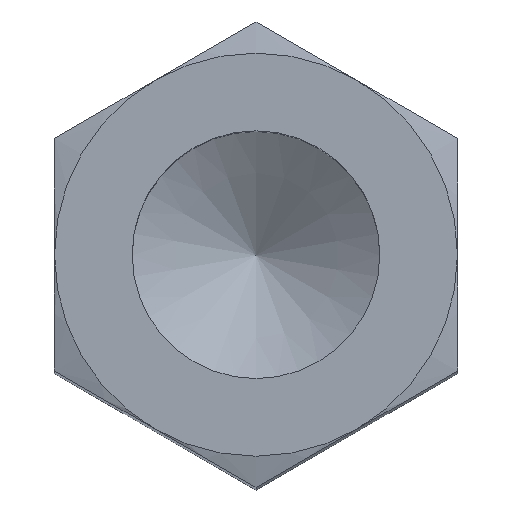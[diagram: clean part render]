
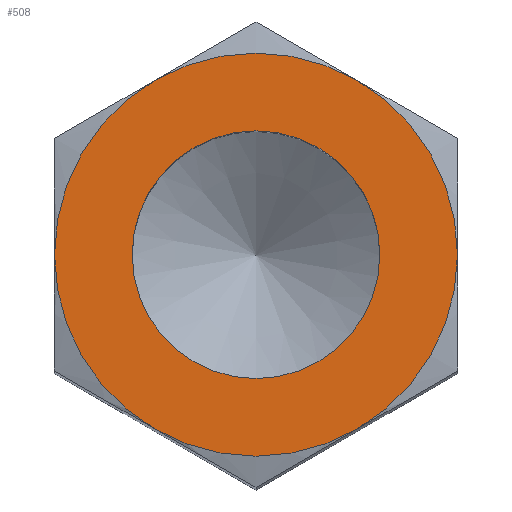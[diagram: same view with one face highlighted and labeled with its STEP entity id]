
A CAD part, top view. The second image highlights one B-rep face of the part: STEP entity #508.
In plain terms, the highlighted planar face has unit normal (0, 0, 1).
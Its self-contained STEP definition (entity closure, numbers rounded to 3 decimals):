
#73=ORIENTED_EDGE('',*,*,#167,.T.);
#74=ORIENTED_EDGE('',*,*,#168,.F.);
#75=ORIENTED_EDGE('',*,*,#169,.F.);
#76=ORIENTED_EDGE('',*,*,#170,.F.);
#77=ORIENTED_EDGE('',*,*,#171,.F.);
#78=ORIENTED_EDGE('',*,*,#172,.F.);
#79=ORIENTED_EDGE('',*,*,#173,.F.);
#167=EDGE_CURVE('',#214,#214,#244,.T.);
#168=EDGE_CURVE('',#215,#216,#245,.T.);
#169=EDGE_CURVE('',#217,#215,#246,.T.);
#170=EDGE_CURVE('',#218,#217,#247,.T.);
#171=EDGE_CURVE('',#219,#218,#248,.T.);
#172=EDGE_CURVE('',#220,#219,#249,.T.);
#173=EDGE_CURVE('',#216,#220,#250,.T.);
#214=VERTEX_POINT('',#675);
#215=VERTEX_POINT('',#677);
#216=VERTEX_POINT('',#678);
#217=VERTEX_POINT('',#680);
#218=VERTEX_POINT('',#682);
#219=VERTEX_POINT('',#684);
#220=VERTEX_POINT('',#686);
#244=CIRCLE('',#539,2.459);
#245=CIRCLE('',#540,4.);
#246=CIRCLE('',#541,4.);
#247=CIRCLE('',#542,4.);
#248=CIRCLE('',#543,4.);
#249=CIRCLE('',#544,4.);
#250=CIRCLE('',#545,4.);
#261=EDGE_LOOP('',(#73));
#262=EDGE_LOOP('',(#74,#75,#76,#77,#78,#79));
#291=FACE_BOUND('',#261,.T.);
#292=FACE_BOUND('',#262,.T.);
#322=PLANE('',#538);
#508=ADVANCED_FACE('',(#291,#292),#322,.F.);
#538=AXIS2_PLACEMENT_3D('',#673,#582,#583);
#539=AXIS2_PLACEMENT_3D('',#674,#584,#585);
#540=AXIS2_PLACEMENT_3D('',#676,#586,#587);
#541=AXIS2_PLACEMENT_3D('',#679,#588,#589);
#542=AXIS2_PLACEMENT_3D('',#681,#590,#591);
#543=AXIS2_PLACEMENT_3D('',#683,#592,#593);
#544=AXIS2_PLACEMENT_3D('',#685,#594,#595);
#545=AXIS2_PLACEMENT_3D('',#687,#596,#597);
#582=DIRECTION('',(0.,0.,-1.));
#583=DIRECTION('',(-1.,0.,0.));
#584=DIRECTION('',(0.,0.,-1.));
#585=DIRECTION('',(0.,-1.,0.));
#586=DIRECTION('',(0.,0.,-1.));
#587=DIRECTION('',(-1.,0.,0.));
#588=DIRECTION('',(0.,0.,-1.));
#589=DIRECTION('',(-1.,0.,0.));
#590=DIRECTION('',(0.,0.,-1.));
#591=DIRECTION('',(-1.,0.,0.));
#592=DIRECTION('',(0.,0.,-1.));
#593=DIRECTION('',(-1.,0.,0.));
#594=DIRECTION('',(0.,0.,-1.));
#595=DIRECTION('',(-1.,0.,0.));
#596=DIRECTION('',(0.,0.,-1.));
#597=DIRECTION('',(-1.,0.,0.));
#673=CARTESIAN_POINT('',(0.,0.,30.));
#674=CARTESIAN_POINT('',(0.,0.,30.));
#675=CARTESIAN_POINT('',(0.,-2.459,30.));
#676=CARTESIAN_POINT('',(0.,0.,30.));
#677=CARTESIAN_POINT('',(-4.,0.,30.));
#678=CARTESIAN_POINT('',(-2.,3.464,30.));
#679=CARTESIAN_POINT('',(0.,0.,30.));
#680=CARTESIAN_POINT('',(-2.,-3.464,30.));
#681=CARTESIAN_POINT('',(0.,0.,30.));
#682=CARTESIAN_POINT('',(2.,-3.464,30.));
#683=CARTESIAN_POINT('',(0.,0.,30.));
#684=CARTESIAN_POINT('',(4.,0.,30.));
#685=CARTESIAN_POINT('',(0.,0.,30.));
#686=CARTESIAN_POINT('',(2.,3.464,30.));
#687=CARTESIAN_POINT('',(0.,0.,30.));
